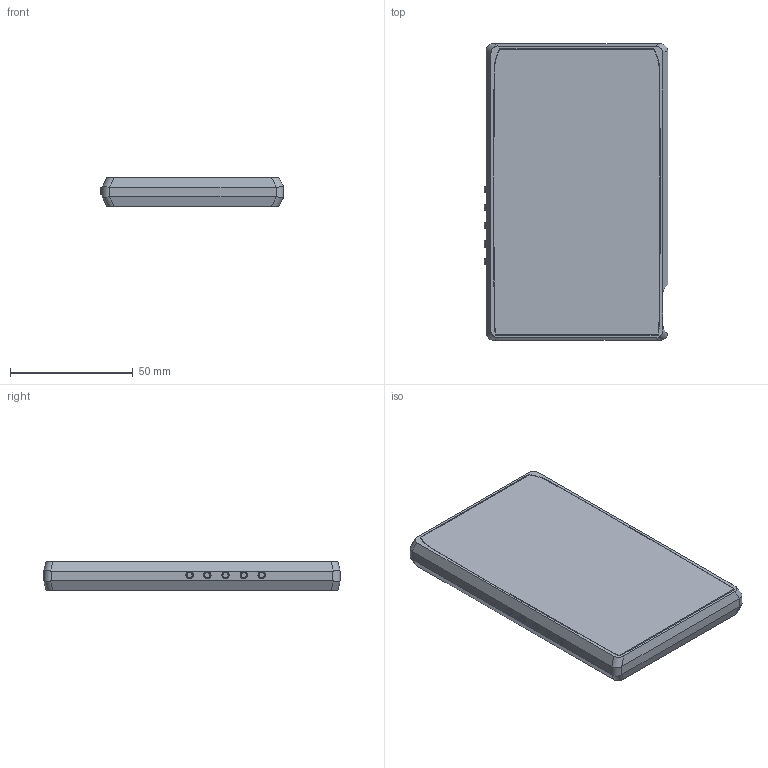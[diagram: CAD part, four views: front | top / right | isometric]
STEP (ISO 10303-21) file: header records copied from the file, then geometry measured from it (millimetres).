
FILE_DESCRIPTION((''),'2;1');
FILE_NAME('0-SJK_ASM','2021-01-14T',('Administrator'),(''),'PRO/ENGINEER BY PARAMETRIC TECHNOLOGY CORPORATION, 2005030','PRO/ENGINEER BY PARAMETRIC TECHNOLOGY CORPORATION, 2005030','');
FILE_SCHEMA(('CONFIG_CONTROL_DESIGN','SHAPE_APPEARANCE_LAYERS_GROUPS'));
Length unit declared in the file: millimetre
Products named in the file (11): PM; PM2; PCB; XE; A; B; C; ANNIU; TPCY; DIANCHI; 0-SJK_ASM
Assembly tree (14 placements, depth 2):
  0-SJK_ASM
    PM
    PM2
    PCB
    XE
    A
    B
    C
    ANNIU  x5
    TPCY
    DIANCHI
Bounding box: 74.73 x 120.94 x 11.67 mm (x, y, z)
Volume: 56967.6 mm3; surface area: 78860.9 mm2
Topology: 13 solids, 13 shells, 487 faces, 1222 edges, 801 vertices
Faces by surface type: plane 306, cylinder 171, torus 10
Entity records: 16023 total; most frequent: CARTESIAN_POINT 2953, DIRECTION 2308, ORIENTED_EDGE 2252, EDGE_CURVE 1126, AXIS2_PLACEMENT_3D 785, VECTOR 738, LINE 738, VERTEX_POINT 737
